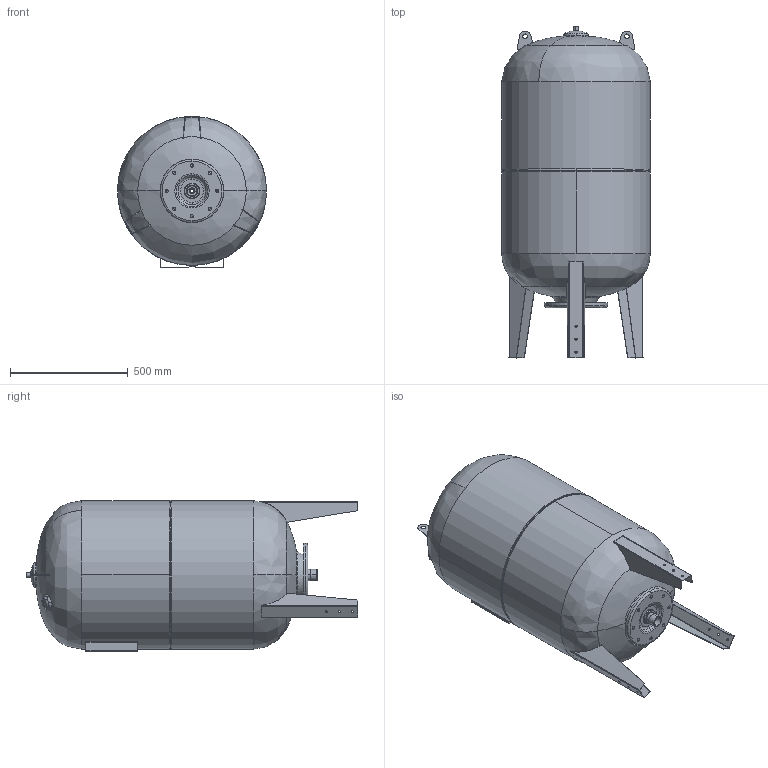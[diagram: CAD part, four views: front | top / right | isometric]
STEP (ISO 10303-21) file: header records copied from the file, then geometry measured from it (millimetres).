
FILE_DESCRIPTION (( 'STEP AP214' ), '1' );
FILE_NAME ('FX-300V.STEP', '2019-04-26T19:18:15', ( '' ), ( '' ), 'SwSTEP 2.0', 'SolidWorks 2019', '' );
FILE_SCHEMA (( 'AUTOMOTIVE_DESIGN' ));
Length unit declared in the file: inch
Products named in the file (1): FX-300V
Bounding box: 633 x 1408 x 642.3 mm (x, y, z)
Surface area: 3138159.2 mm2 (no closed solid volume)
Topology: 0 solids, 17 shells, 220 faces, 738 edges, 521 vertices
Faces by surface type: cylinder 90, plane 79, bspline 33, cone 16, torus 2
Entity records: 18269 total; most frequent: CARTESIAN_POINT 12069, ORIENTED_EDGE 1207, DIRECTION 1195, EDGE_CURVE 738, VERTEX_POINT 521, AXIS2_PLACEMENT_3D 455, EDGE_LOOP 298, VECTOR 285
